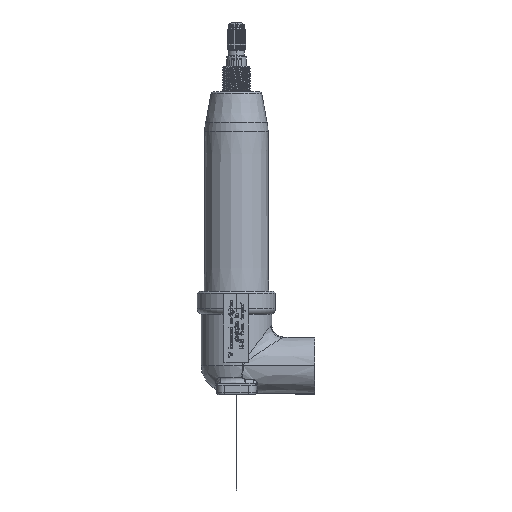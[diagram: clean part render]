
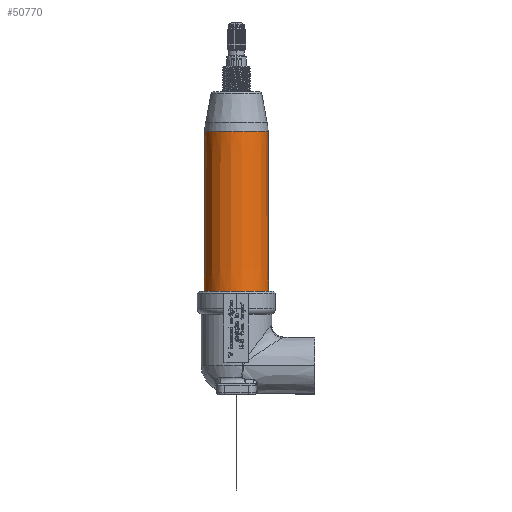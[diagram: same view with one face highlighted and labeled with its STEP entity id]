
A CAD part, left-side view. The second image highlights one B-rep face of the part: STEP entity #50770.
In plain terms, the highlighted conical face has half-angle 0.25 degrees and reference radius 16.331 mm.
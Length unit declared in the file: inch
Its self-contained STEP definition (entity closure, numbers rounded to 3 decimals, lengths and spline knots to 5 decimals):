
#3809=DIRECTION('',(0.,-0.004,1.));
#3810=VECTOR('',#3809,3.2063);
#3811=CARTESIAN_POINT('',(-3.93701,0.64995,
1.49606));
#3812=LINE('',#3811,#3810);
#3816=CARTESIAN_POINT('',(-3.93701,0.,4.70233));
#3817=DIRECTION('',(0.,0.,-1.));
#3818=DIRECTION('',(0.,-1.,0.));
#3819=AXIS2_PLACEMENT_3D('',#3816,#3817,#3818);
#3824=DIRECTION('',(0.,0.004,1.));
#3825=VECTOR('',#3824,3.2063);
#3826=CARTESIAN_POINT('',(-3.93701,-0.64995,
1.49606));
#3827=LINE('',#3826,#3825);
#3847=CARTESIAN_POINT('',(-3.93701,0.,1.49606));
#3848=DIRECTION('',(0.,0.,-1.));
#3849=DIRECTION('',(0.,-1.,0.));
#3850=AXIS2_PLACEMENT_3D('',#3847,#3848,#3849);
#42795=CARTESIAN_POINT('',(-3.93701,-0.63596,
4.70233));
#42796=CARTESIAN_POINT('',(-3.93701,0.63596,
4.70233));
#42797=VERTEX_POINT('',#42795);
#42798=VERTEX_POINT('',#42796);
#42803=CARTESIAN_POINT('',(-3.93701,-0.64995,
1.49606));
#42804=CARTESIAN_POINT('',(-3.93701,0.64995,
1.49606));
#42805=VERTEX_POINT('',#42803);
#42806=VERTEX_POINT('',#42804);
#50756=CARTESIAN_POINT('',(-3.93701,0.,3.0992));
#50757=DIRECTION('',(0.,0.,-1.));
#50758=DIRECTION('',(0.,-1.,0.));
#50759=AXIS2_PLACEMENT_3D('',#50756,#50757,#50758);
#50760=CONICAL_SURFACE('',#50759,0.64296,0.25);
#50762=ORIENTED_EDGE('',*,*,#50761,.T.);
#50764=ORIENTED_EDGE('',*,*,#50763,.T.);
#50765=ORIENTED_EDGE('',*,*,#50746,.F.);
#50767=ORIENTED_EDGE('',*,*,#50766,.F.);
#50768=EDGE_LOOP('',(#50762,#50764,#50765,#50767));
#50769=FACE_OUTER_BOUND('',#50768,.F.);
#3820=CIRCLE('',#3819,0.63596);
#3851=CIRCLE('',#3850,0.64995);
#50746=EDGE_CURVE('',#42797,#42798,#3820,.T.);
#50761=EDGE_CURVE('',#42805,#42806,#3851,.T.);
#50763=EDGE_CURVE('',#42806,#42798,#3812,.T.);
#50766=EDGE_CURVE('',#42805,#42797,#3827,.T.);
#50770=ADVANCED_FACE('',(#50769),#50760,.T.);
